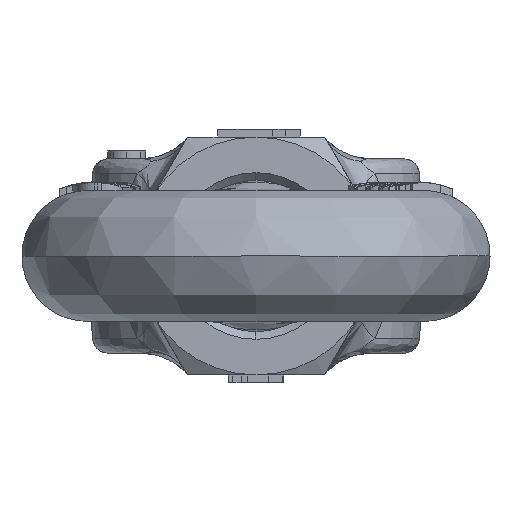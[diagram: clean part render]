
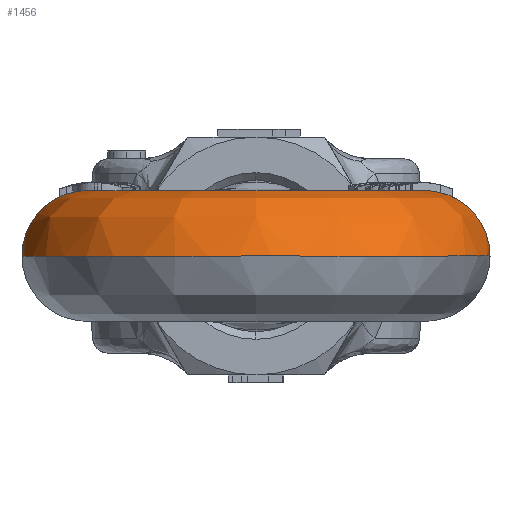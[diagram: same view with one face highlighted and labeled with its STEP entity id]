
A CAD part, left-side view. The second image highlights one B-rep face of the part: STEP entity #1456.
In plain terms, the highlighted free-form (B-spline) face has degree [3, 3] with [7, 7] control points.
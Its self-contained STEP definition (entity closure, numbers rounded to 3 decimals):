
#1456=ADVANCED_FACE('NONE',(#3225),#3226,.T.);
#3225=FACE_OUTER_BOUND('',#9954,.T.);
#3226=(B_SPLINE_SURFACE(3,3,((#9956,#9957,#9958,#9959,#9960,#9961,#9962),(#9963,#9964,#9965,#9966,#9967,#9968,#9969),(#9970,#9971,#9972,#9973,#9974,#9975,#9976),(#9977,#9978,#9979,#9980,#9981,#9982,#9983),(#9984,#9985,#9986,#9987,#9988,#9989,#9990),(#9991,#9992,#9993,#9994,#9995,#9996,#9997),(#9998,#9999,#10000,#10001,#10002,#10003,#10004)),.UNSPECIFIED.,.T.,.F.,.F.)B_SPLINE_SURFACE_WITH_KNOTS((4,3,4),(4,3,4),(0.0,0.5,1.0),(0.0,0.5,1.0),.UNSPECIFIED.)RATIONAL_B_SPLINE_SURFACE(((1.0,0.802,0.802,1.0,0.802,0.802,1.0),(0.333,0.267,0.267,0.333,0.267,0.267,0.333),(0.333,0.267,0.267,0.333,0.267,0.267,0.333),(1.0,0.802,0.802,1.0,0.802,0.802,1.0),(0.333,0.267,0.267,0.333,0.267,0.267,0.333),(0.333,0.267,0.267,0.333,0.267,0.267,0.333),(1.0,0.802,0.802,1.0,0.802,0.802,1.0)))BOUNDED_SURFACE()REPRESENTATION_ITEM('')GEOMETRIC_REPRESENTATION_ITEM()SURFACE());
#9954=EDGE_LOOP('',(#18021,#18022,#18023,#18024));
#9956=CARTESIAN_POINT('',(-91.697,136.476,156.038));
#9957=CARTESIAN_POINT('',(-109.109,136.644,156.038));
#9958=CARTESIAN_POINT('',(-121.481,124.39,156.038));
#9959=CARTESIAN_POINT('',(-121.481,106.977,156.038));
#9960=CARTESIAN_POINT('',(-121.481,89.564,156.038));
#9961=CARTESIAN_POINT('',(-109.109,77.311,156.038));
#9962=CARTESIAN_POINT('',(-91.697,77.479,156.038));
#9963=CARTESIAN_POINT('',(-91.697,136.476,139.538));
#9964=CARTESIAN_POINT('',(-109.109,136.644,139.538));
#9965=CARTESIAN_POINT('',(-121.481,124.39,139.538));
#9966=CARTESIAN_POINT('',(-121.481,106.977,139.538));
#9967=CARTESIAN_POINT('',(-121.481,89.564,139.538));
#9968=CARTESIAN_POINT('',(-109.109,77.311,139.538));
#9969=CARTESIAN_POINT('',(-91.697,77.479,139.538));
#9970=CARTESIAN_POINT('',(-91.856,119.977,139.538));
#9971=CARTESIAN_POINT('',(-99.529,120.051,139.538));
#9972=CARTESIAN_POINT('',(-104.981,114.651,139.538));
#9973=CARTESIAN_POINT('',(-104.981,106.977,139.538));
#9974=CARTESIAN_POINT('',(-104.981,99.304,139.538));
#9975=CARTESIAN_POINT('',(-99.529,93.904,139.538));
#9976=CARTESIAN_POINT('',(-91.856,93.978,139.538));
#9977=CARTESIAN_POINT('',(-91.856,119.977,156.038));
#9978=CARTESIAN_POINT('',(-99.529,120.051,156.038));
#9979=CARTESIAN_POINT('',(-104.981,114.651,156.038));
#9980=CARTESIAN_POINT('',(-104.981,106.977,156.038));
#9981=CARTESIAN_POINT('',(-104.981,99.304,156.038));
#9982=CARTESIAN_POINT('',(-99.529,93.904,156.038));
#9983=CARTESIAN_POINT('',(-91.856,93.978,156.038));
#9984=CARTESIAN_POINT('',(-91.856,119.977,172.538));
#9985=CARTESIAN_POINT('',(-99.529,120.051,172.538));
#9986=CARTESIAN_POINT('',(-104.981,114.651,172.538));
#9987=CARTESIAN_POINT('',(-104.981,106.977,172.538));
#9988=CARTESIAN_POINT('',(-104.981,99.304,172.538));
#9989=CARTESIAN_POINT('',(-99.529,93.904,172.538));
#9990=CARTESIAN_POINT('',(-91.856,93.978,172.538));
#9991=CARTESIAN_POINT('',(-91.697,136.476,172.538));
#9992=CARTESIAN_POINT('',(-109.109,136.644,172.538));
#9993=CARTESIAN_POINT('',(-121.481,124.39,172.538));
#9994=CARTESIAN_POINT('',(-121.481,106.977,172.538));
#9995=CARTESIAN_POINT('',(-121.481,89.564,172.538));
#9996=CARTESIAN_POINT('',(-109.109,77.311,172.538));
#9997=CARTESIAN_POINT('',(-91.697,77.479,172.538));
#9998=CARTESIAN_POINT('',(-91.697,136.476,156.038));
#9999=CARTESIAN_POINT('',(-109.109,136.644,156.038));
#10000=CARTESIAN_POINT('',(-121.481,124.39,156.038));
#10001=CARTESIAN_POINT('',(-121.481,106.977,156.038));
#10002=CARTESIAN_POINT('',(-121.481,89.564,156.038));
#10003=CARTESIAN_POINT('',(-109.109,77.311,156.038));
#10004=CARTESIAN_POINT('',(-91.697,77.479,156.038));
#18021=ORIENTED_EDGE('',*,*,#22154,.F.);
#18022=ORIENTED_EDGE('',*,*,#22155,.F.);
#18023=ORIENTED_EDGE('',*,*,#22156,.T.);
#18024=ORIENTED_EDGE('',*,*,#22157,.F.);
#22154=EDGE_CURVE('',#25157,#25158,#25159,.T.);
#22155=EDGE_CURVE('NONE',#25160,#25157,#25161,.T.);
#22156=EDGE_CURVE('',#25160,#25162,#25163,.T.);
#22157=EDGE_CURVE('NONE',#25158,#25162,#25164,.T.);
#25157=VERTEX_POINT('NONE',#32749);
#25158=VERTEX_POINT('NONE',#32750);
#25159=(B_SPLINE_CURVE(3,(#32752,#32753,#32754,#32755,#32756,#32757,#32758),.UNSPECIFIED.,.F.,.F.)B_SPLINE_CURVE_WITH_KNOTS((4,3,4),(-1.0,-0.5,-0.0),.UNSPECIFIED.)RATIONAL_B_SPLINE_CURVE((1.0,0.802,0.802,1.0,0.802,0.802,1.0))BOUNDED_CURVE()REPRESENTATION_ITEM('')GEOMETRIC_REPRESENTATION_ITEM()CURVE());
#25160=VERTEX_POINT('',#32765);
#25161=CIRCLE('',#32766,8.25);
#25162=VERTEX_POINT('',#32767);
#25163=(B_SPLINE_CURVE(3,(#32769,#32770,#32771,#32772,#32773,#32774,#32775),.UNSPECIFIED.,.F.,.F.)B_SPLINE_CURVE_WITH_KNOTS((4,3,4),(-1.0,-0.5,-0.0),.UNSPECIFIED.)RATIONAL_B_SPLINE_CURVE((1.0,0.802,0.802,1.0,0.802,0.802,1.0))BOUNDED_CURVE()REPRESENTATION_ITEM('')GEOMETRIC_REPRESENTATION_ITEM()CURVE());
#25164=CIRCLE('',#32782,8.25);
#32749=CARTESIAN_POINT('',(-91.697,77.479,156.038));
#32750=CARTESIAN_POINT('',(-91.697,136.476,156.038));
#32752=CARTESIAN_POINT('',(-91.697,77.479,156.038));
#32753=CARTESIAN_POINT('',(-109.109,77.311,156.038));
#32754=CARTESIAN_POINT('',(-121.481,89.564,156.038));
#32755=CARTESIAN_POINT('',(-121.481,106.977,156.038));
#32756=CARTESIAN_POINT('',(-121.481,124.39,156.038));
#32757=CARTESIAN_POINT('',(-109.109,136.644,156.038));
#32758=CARTESIAN_POINT('',(-91.697,136.476,156.038));
#32765=CARTESIAN_POINT('',(-91.856,93.978,156.038));
#32766=AXIS2_PLACEMENT_3D('',#41496,#41497,#41498);
#32767=CARTESIAN_POINT('',(-91.856,119.977,156.038));
#32769=CARTESIAN_POINT('',(-91.856,93.978,156.038));
#32770=CARTESIAN_POINT('',(-99.529,93.904,156.038));
#32771=CARTESIAN_POINT('',(-104.981,99.304,156.038));
#32772=CARTESIAN_POINT('',(-104.981,106.977,156.038));
#32773=CARTESIAN_POINT('',(-104.981,114.651,156.038));
#32774=CARTESIAN_POINT('',(-99.529,120.051,156.038));
#32775=CARTESIAN_POINT('',(-91.856,119.977,156.038));
#32782=AXIS2_PLACEMENT_3D('',#41499,#41500,#41501);
#41496=CARTESIAN_POINT('',(-91.776,85.728,156.038));
#41497=DIRECTION('',(1.,0.01,0.0));
#41498=DIRECTION('',(0.01,-1.,0.0));
#41499=CARTESIAN_POINT('',(-91.776,128.226,156.038));
#41500=DIRECTION('',(1.,-0.01,0.0));
#41501=DIRECTION('',(0.01,1.,0.0));
